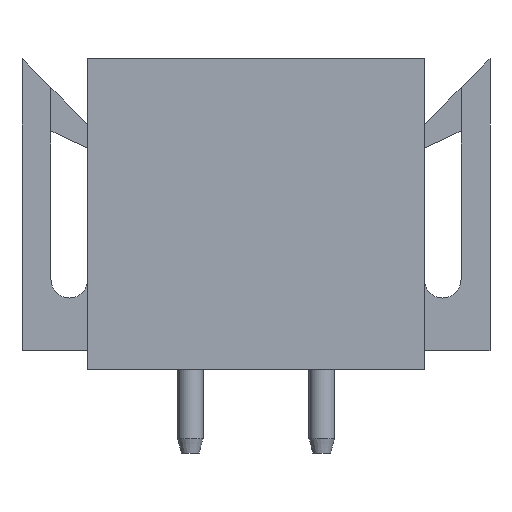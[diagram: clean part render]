
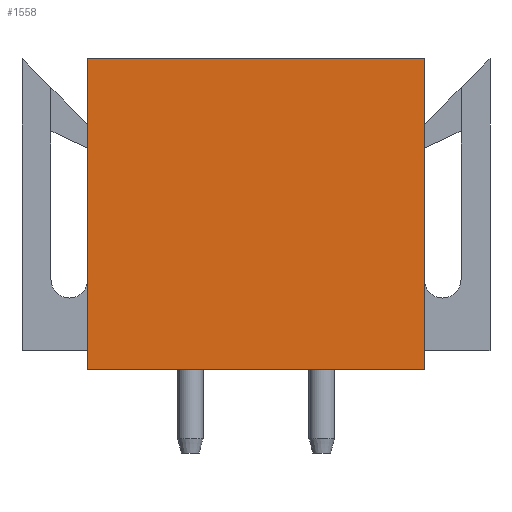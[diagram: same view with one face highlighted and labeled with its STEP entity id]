
A CAD part, left-side view. The second image highlights one B-rep face of the part: STEP entity #1558.
In plain terms, the highlighted planar face has unit normal (-1, 0, 0).
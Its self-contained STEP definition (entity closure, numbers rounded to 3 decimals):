
#1545=AXIS2_PLACEMENT_3D('Plane Axis2P3D',#1542,#1543,#1544) ;
#1292=CARTESIAN_POINT('Vertex',(0.,2.5,15.)) ;
#1295=CARTESIAN_POINT('Line Origine',(0.,2.5,9.1)) ;
#1299=CARTESIAN_POINT('Vertex',(0.,2.5,3.2)) ;
#1413=CARTESIAN_POINT('Vertex',(0.,15.3,15.)) ;
#1416=CARTESIAN_POINT('Line Origine',(0.,8.9,15.)) ;
#1494=CARTESIAN_POINT('Vertex',(0.,15.3,3.2)) ;
#1497=CARTESIAN_POINT('Line Origine',(0.,15.3,9.1)) ;
#1542=CARTESIAN_POINT('Axis2P3D Location',(0.,15.3,0.)) ;
#1547=CARTESIAN_POINT('Line Origine',(0.,8.9,3.2)) ;
#1296=DIRECTION('Vector Direction',(0.,0.,1.)) ;
#1417=DIRECTION('Vector Direction',(0.,-1.,0.)) ;
#1498=DIRECTION('Vector Direction',(0.,0.,1.)) ;
#1543=DIRECTION('Axis2P3D Direction',(-1.,0.,0.)) ;
#1544=DIRECTION('Axis2P3D XDirection',(0.,-1.,0.)) ;
#1548=DIRECTION('Vector Direction',(0.,-1.,0.)) ;
#1297=VECTOR('Line Direction',#1296,1.) ;
#1418=VECTOR('Line Direction',#1417,1.) ;
#1499=VECTOR('Line Direction',#1498,1.) ;
#1549=VECTOR('Line Direction',#1548,1.) ;
#1553=ORIENTED_EDGE('',*,*,#1501,.F.) ;
#1554=ORIENTED_EDGE('',*,*,#1551,.T.) ;
#1555=ORIENTED_EDGE('',*,*,#1301,.T.) ;
#1556=ORIENTED_EDGE('',*,*,#1420,.F.) ;
#1558=ADVANCED_FACE('Hauptkoerper',(#1557),#1546,.T.) ;
#1301=EDGE_CURVE('',#1300,#1293,#1298,.T.) ;
#1420=EDGE_CURVE('',#1414,#1293,#1419,.T.) ;
#1501=EDGE_CURVE('',#1495,#1414,#1500,.T.) ;
#1551=EDGE_CURVE('',#1495,#1300,#1550,.T.) ;
#1552=EDGE_LOOP('',(#1553,#1554,#1555,#1556)) ;
#1557=FACE_OUTER_BOUND('',#1552,.T.) ;
#1298=LINE('Line',#1295,#1297) ;
#1419=LINE('Line',#1416,#1418) ;
#1500=LINE('Line',#1497,#1499) ;
#1550=LINE('Line',#1547,#1549) ;
#1546=PLANE('',#1545) ;
#1293=VERTEX_POINT('',#1292) ;
#1300=VERTEX_POINT('',#1299) ;
#1414=VERTEX_POINT('',#1413) ;
#1495=VERTEX_POINT('',#1494) ;
